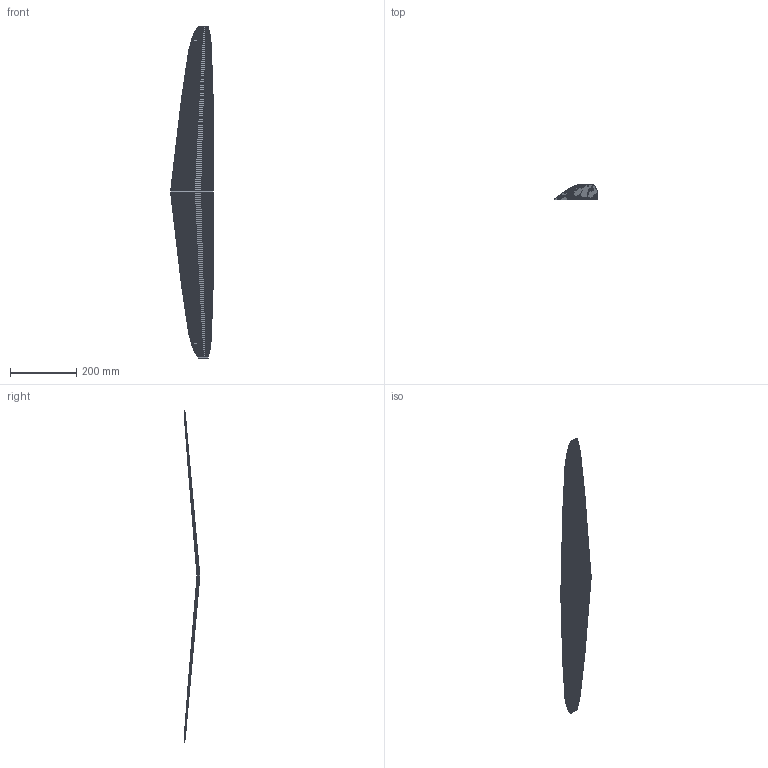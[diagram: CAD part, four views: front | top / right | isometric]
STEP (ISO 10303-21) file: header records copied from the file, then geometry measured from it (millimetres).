
FILE_DESCRIPTION(('FreeCAD Model'),'2;1');
FILE_NAME('DLG_WING_STEP.step','2021-02-21T16:18:04',( 'Author'),(''),'Open CASCADE STEP processor 7.3','FreeCAD','Unknown' );
FILE_SCHEMA(('AUTOMOTIVE_DESIGN { 1 0 10303 214 1 1 1 1 }'));
Length unit declared in the file: millimetre
Products named in the file (2): Loft_(Mirror_#1); Loft
Bounding box: 129.22 x 47.01 x 1000 mm (x, y, z)
Surface area: 193364.9 mm2 (no closed solid volume)
Topology: 0 solids, 2 shells, 314 faces, 942 edges, 628 vertices
Faces by surface type: bspline 314
Entity records: 21403 total; most frequent: CARTESIAN_POINT 9735, DIRECTION 1258, ORIENTED_EDGE 1256, PCURVE 1256, DEFINITIONAL_REPRESENTATION 1256, LINE 1256, VECTOR 1256, EDGE_CURVE 942
